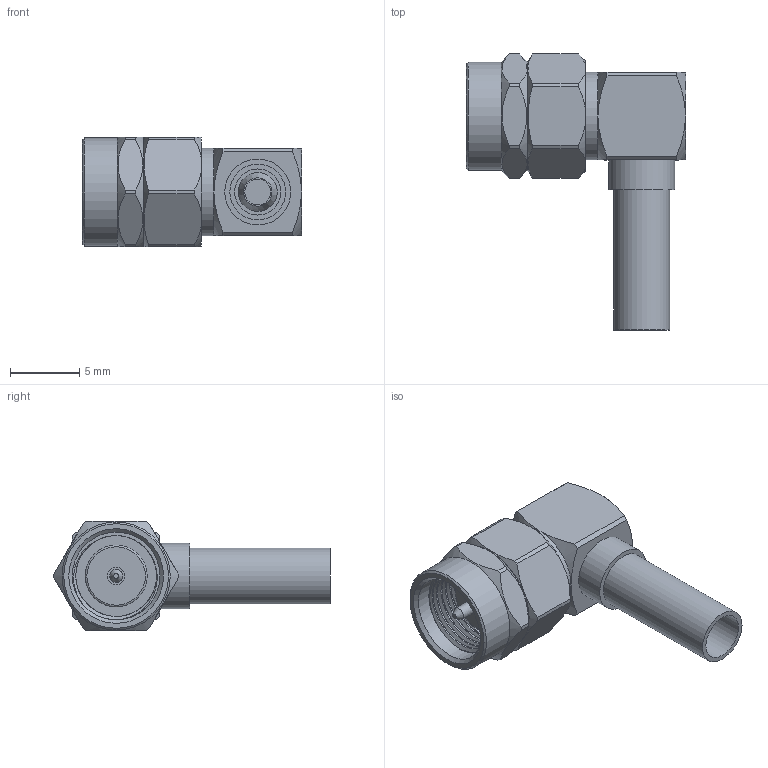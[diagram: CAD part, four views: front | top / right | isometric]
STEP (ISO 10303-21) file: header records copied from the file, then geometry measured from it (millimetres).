
FILE_DESCRIPTION (( 'STEP AP203' ), '1' );
FILE_NAME ('PE44188_3D.step', '2021-06-28T19:34:07', ( '' ), ( '' ), 'SwSTEP 2.0', 'SolidWorks 2020', '' );
FILE_SCHEMA (( 'CONFIG_CONTROL_DESIGN' ));
Length unit declared in the file: inch
Products named in the file (1): PE44188_3D
Bounding box: 15.88 x 20 x 7.94 mm (x, y, z)
Volume: 702 mm3; surface area: 1059.3 mm2
Topology: 2 solids, 2 shells, 90 faces, 217 edges, 139 vertices
Faces by surface type: plane 34, cylinder 30, cone 22, bspline 3, torus 1
Full cylindrical faces by diameter (mm): 0.937 x1, 1.268 x1, 1.862 x1, 2.542 x1, 2.821 x1, 3.344 x1, 4.049 x1, 4.488 x1, 4.775 x1, 6.35 x7, 7.836 x1, 7.909 x1
Entity records: 3366 total; most frequent: CARTESIAN_POINT 1537, ORIENTED_EDGE 344, DIRECTION 344, EDGE_CURVE 172, AXIS2_PLACEMENT_3D 153, VERTEX_POINT 122, EDGE_LOOP 118, FACE_OUTER_BOUND 99
